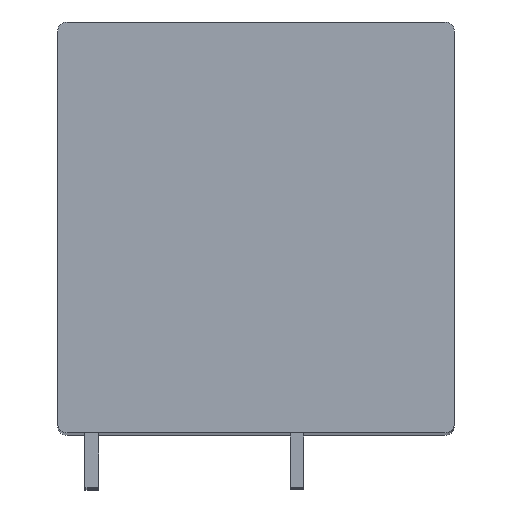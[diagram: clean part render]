
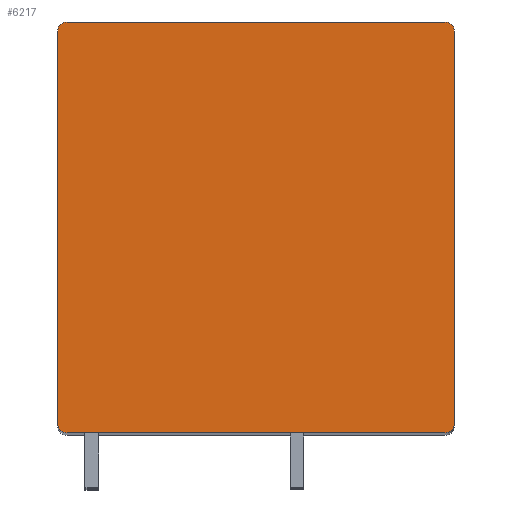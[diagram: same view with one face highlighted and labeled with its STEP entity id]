
A CAD part, top view. The second image highlights one B-rep face of the part: STEP entity #6217.
In plain terms, the highlighted planar face has unit normal (0, 0, 1).
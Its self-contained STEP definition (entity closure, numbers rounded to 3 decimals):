
#861=CARTESIAN_POINT('',(13.8,14.3,4.45));
#862=DIRECTION('',(0.,0.,1.));
#863=DIRECTION('',(1.,0.,0.));
#864=AXIS2_PLACEMENT_3D('',#861,#862,#863);
#866=DIRECTION('',(0.,1.,0.));
#867=VECTOR('',#866,28.6);
#868=CARTESIAN_POINT('',(14.5,-14.3,4.45));
#869=LINE('',#868,#867);
#870=CARTESIAN_POINT('',(13.8,-14.3,4.45));
#871=DIRECTION('',(0.,0.,1.));
#872=DIRECTION('',(0.,-1.,0.));
#873=AXIS2_PLACEMENT_3D('',#870,#871,#872);
#875=DIRECTION('',(1.,0.,0.));
#876=VECTOR('',#875,27.6);
#877=CARTESIAN_POINT('',(-13.8,-15.,4.45));
#878=LINE('',#877,#876);
#879=CARTESIAN_POINT('',(-13.8,-14.3,4.45));
#880=DIRECTION('',(0.,0.,1.));
#881=DIRECTION('',(-1.,0.,0.));
#882=AXIS2_PLACEMENT_3D('',#879,#880,#881);
#884=DIRECTION('',(0.,-1.,0.));
#885=VECTOR('',#884,28.6);
#886=CARTESIAN_POINT('',(-14.5,14.3,4.45));
#887=LINE('',#886,#885);
#888=CARTESIAN_POINT('',(-13.8,14.3,4.45));
#889=DIRECTION('',(0.,0.,1.));
#890=DIRECTION('',(0.,1.,0.));
#891=AXIS2_PLACEMENT_3D('',#888,#889,#890);
#893=DIRECTION('',(-1.,0.,0.));
#894=VECTOR('',#893,27.6);
#895=CARTESIAN_POINT('',(13.8,15.,4.45));
#896=LINE('',#895,#894);
#4301=CARTESIAN_POINT('',(14.5,14.3,4.45));
#4302=CARTESIAN_POINT('',(13.8,15.,4.45));
#4303=VERTEX_POINT('',#4301);
#4304=VERTEX_POINT('',#4302);
#4305=CARTESIAN_POINT('',(-13.8,15.,4.45));
#4306=VERTEX_POINT('',#4305);
#4307=CARTESIAN_POINT('',(-14.5,14.3,4.45));
#4308=VERTEX_POINT('',#4307);
#4309=CARTESIAN_POINT('',(-14.5,-14.3,4.45));
#4310=VERTEX_POINT('',#4309);
#4311=CARTESIAN_POINT('',(-13.8,-15.,4.45));
#4312=VERTEX_POINT('',#4311);
#4313=CARTESIAN_POINT('',(13.8,-15.,4.45));
#4314=VERTEX_POINT('',#4313);
#4315=CARTESIAN_POINT('',(14.5,-14.3,4.45));
#4316=VERTEX_POINT('',#4315);
#6202=CARTESIAN_POINT('',(0.,0.,4.45));
#6203=DIRECTION('',(0.,0.,1.));
#6204=DIRECTION('',(1.,0.,0.));
#6205=AXIS2_PLACEMENT_3D('',#6202,#6203,#6204);
#6206=PLANE('',#6205);
#6207=ORIENTED_EDGE('',*,*,#5503,.F.);
#6208=ORIENTED_EDGE('',*,*,#5518,.F.);
#6209=ORIENTED_EDGE('',*,*,#5796,.F.);
#6210=ORIENTED_EDGE('',*,*,#5810,.F.);
#6211=ORIENTED_EDGE('',*,*,#6154,.F.);
#6212=ORIENTED_EDGE('',*,*,#6168,.F.);
#6213=ORIENTED_EDGE('',*,*,#6182,.F.);
#6214=ORIENTED_EDGE('',*,*,#6195,.F.);
#6215=EDGE_LOOP('',(#6207,#6208,#6209,#6210,#6211,#6212,#6213,#6214));
#6216=FACE_OUTER_BOUND('',#6215,.F.);
#6217=ADVANCED_FACE('',(#6216),#6206,.T.);
#865=CIRCLE('',#864,0.7);
#874=CIRCLE('',#873,0.7);
#883=CIRCLE('',#882,0.7);
#892=CIRCLE('',#891,0.7);
#5503=EDGE_CURVE('',#4303,#4304,#865,.T.);
#5518=EDGE_CURVE('',#4316,#4303,#869,.T.);
#5796=EDGE_CURVE('',#4314,#4316,#874,.T.);
#5810=EDGE_CURVE('',#4312,#4314,#878,.T.);
#6154=EDGE_CURVE('',#4310,#4312,#883,.T.);
#6168=EDGE_CURVE('',#4308,#4310,#887,.T.);
#6182=EDGE_CURVE('',#4306,#4308,#892,.T.);
#6195=EDGE_CURVE('',#4304,#4306,#896,.T.);
